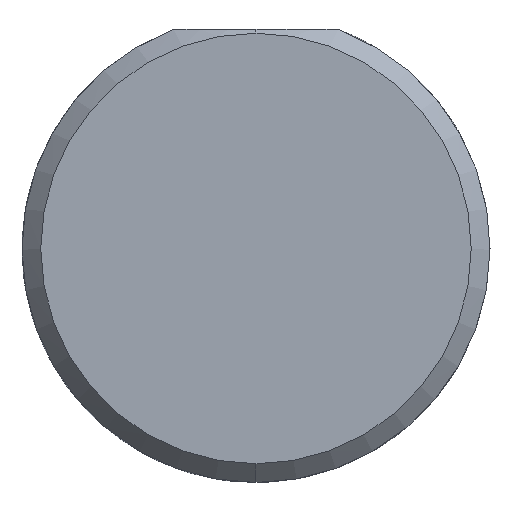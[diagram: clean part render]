
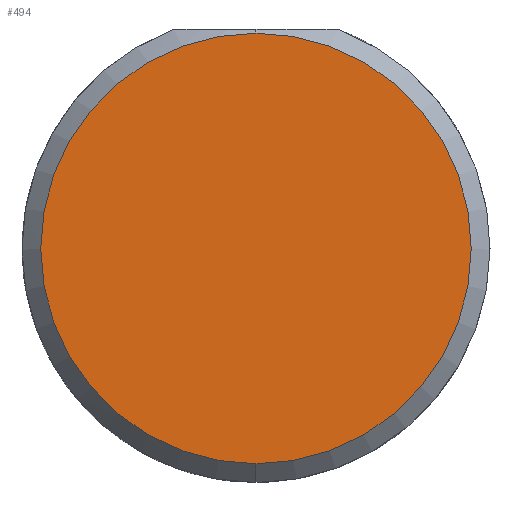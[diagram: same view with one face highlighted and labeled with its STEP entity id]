
A CAD part, left-side view. The second image highlights one B-rep face of the part: STEP entity #494.
In plain terms, the highlighted planar face has unit normal (-1, 0, 0).
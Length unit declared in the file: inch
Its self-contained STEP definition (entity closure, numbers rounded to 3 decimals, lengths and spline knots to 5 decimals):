
#1 = CIRCLE ( 'NONE', #463, 0.17235 ) ;
#5 = VERTEX_POINT ( 'NONE', #276 ) ;
#56 = ORIENTED_EDGE ( 'NONE', *, *, #341, .T. ) ;
#89 = CARTESIAN_POINT ( 'NONE',  ( 0., 0., 0. ) ) ;
#93 = DIRECTION ( 'NONE',  ( 0., 0., 1. ) ) ;
#177 = EDGE_CURVE ( 'NONE', #5, #448, #496, .T. ) ;
#231 = EDGE_LOOP ( 'NONE', ( #273, #56 ) ) ;
#273 = ORIENTED_EDGE ( 'NONE', *, *, #177, .T. ) ;
#276 = CARTESIAN_POINT ( 'NONE',  ( 0., 0., -0.17235 ) ) ;
#286 = PLANE ( 'NONE',  #335 ) ;
#335 = AXIS2_PLACEMENT_3D ( 'NONE', #89, #477, #529 ) ;
#341 = EDGE_CURVE ( 'NONE', #448, #5, #1, .T. ) ;
#369 = DIRECTION ( 'NONE',  ( -1., 0., 0. ) ) ;
#371 = CARTESIAN_POINT ( 'NONE',  ( 0., 0., 0.17235 ) ) ;
#409 = DIRECTION ( 'NONE',  ( 0., 0., 1. ) ) ;
#423 = DIRECTION ( 'NONE',  ( -1., 0., 0. ) ) ;
#448 = VERTEX_POINT ( 'NONE', #371 ) ;
#457 = CARTESIAN_POINT ( 'NONE',  ( 0., 0., 0. ) ) ;
#463 = AXIS2_PLACEMENT_3D ( 'NONE', #457, #369, #409 ) ;
#469 = FACE_OUTER_BOUND ( 'NONE', #231, .T. ) ;
#477 = DIRECTION ( 'NONE',  ( 1., 0., 0. ) ) ;
#494 = ADVANCED_FACE ( 'NONE', ( #469 ), #286, .F. ) ;
#496 = CIRCLE ( 'NONE', #612, 0.17235 ) ;
#529 = DIRECTION ( 'NONE',  ( 0., 0., -1. ) ) ;
#612 = AXIS2_PLACEMENT_3D ( 'NONE', #617, #423, #93 ) ;
#617 = CARTESIAN_POINT ( 'NONE',  ( 0., 0., 0. ) ) ;
